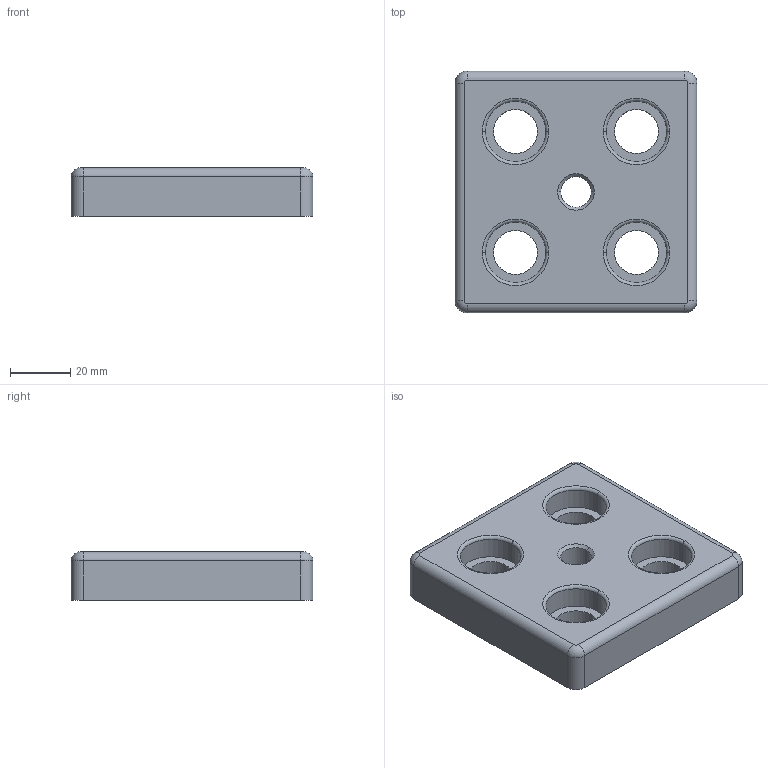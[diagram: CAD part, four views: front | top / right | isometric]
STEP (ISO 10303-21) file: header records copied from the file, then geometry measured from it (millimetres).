
FILE_DESCRIPTION (( 'STEP AP214' ), '1' );
FILE_NAME ('093t80801212r.STEP', '2013-01-15T12:31:18', ( '' ), ( '' ), 'SwSTEP 2.0', 'SolidWorks 2012', '' );
FILE_SCHEMA (( 'AUTOMOTIVE_DESIGN' ));
Length unit declared in the file: millimetre
Products named in the file (1): 093t80801212r
Bounding box: 80 x 80 x 16 mm (x, y, z)
Volume: 58133.1 mm3; surface area: 29256.3 mm2
Topology: 1 solids, 1 shells, 244 faces, 578 edges, 324 vertices
Faces by surface type: cylinder 118, torus 48, plane 42, sphere 26, bspline 8, cone 2
Entity records: 7272 total; most frequent: CARTESIAN_POINT 1587, DIRECTION 1338, ORIENTED_EDGE 1100, AXIS2_PLACEMENT_3D 567, EDGE_CURVE 550, CIRCLE 330, VERTEX_POINT 320, EDGE_LOOP 266
